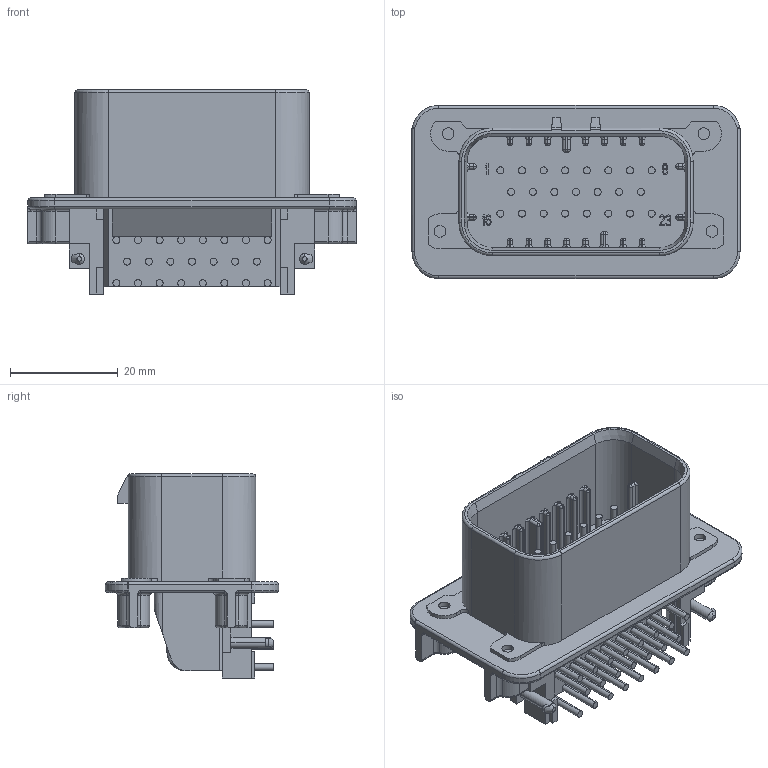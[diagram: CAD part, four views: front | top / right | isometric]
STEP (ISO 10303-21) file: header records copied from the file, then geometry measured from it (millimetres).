
FILE_DESCRIPTION((''),'2;1');
FILE_NAME('C-1-770669-1','2017-02-15T',('workeradm'),('Tyco Electronics Ltd.'),'CREO PARAMETRIC BY PTC INC, 2016050','CREO PARAMETRIC BY PTC INC, 2016050','');
FILE_SCHEMA(('AUTOMOTIVE_DESIGN { 1 0 10303 214 1 1 1 1 }'));
Length unit declared in the file: millimetre
Products named in the file (1): C-1-770669-1
Bounding box: 60.8 x 32.1 x 37.8 mm (x, y, z)
Volume: 16092.1 mm3; surface area: 13313.4 mm2
Topology: 1 solids, 1 shells, 976 faces, 2502 edges, 1592 vertices
Faces by surface type: plane 483, cylinder 347, torus 93, sphere 40, cone 8, bspline 5
Entity records: 30585 total; most frequent: CARTESIAN_POINT 6317, DIRECTION 5116, ORIENTED_EDGE 5004, EDGE_CURVE 2502, AXIS2_PLACEMENT_3D 1773, VERTEX_POINT 1592, VECTOR 1570, LINE 1570
